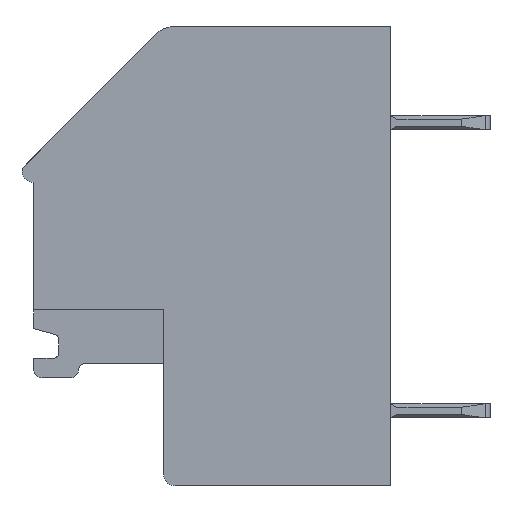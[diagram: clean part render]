
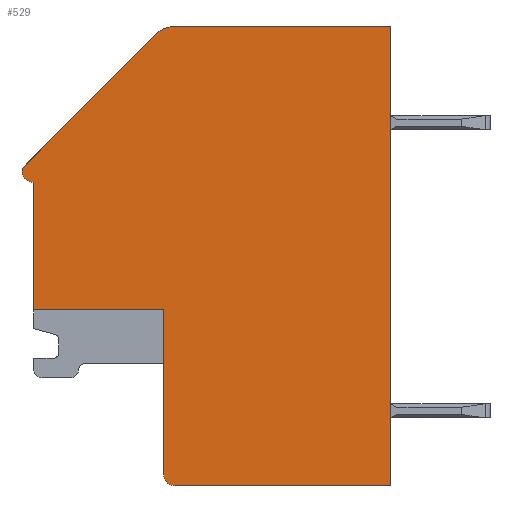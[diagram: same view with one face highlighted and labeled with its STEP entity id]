
A CAD part, left-side view. The second image highlights one B-rep face of the part: STEP entity #529.
In plain terms, the highlighted planar face has unit normal (-1, 0, 0).
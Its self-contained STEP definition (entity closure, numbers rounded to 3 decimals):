
#529 = ADVANCED_FACE( '', ( #1313 ), #1314, .T. );
#1313 = FACE_OUTER_BOUND( '', #2373, .T. );
#1314 = PLANE( '', #2374 );
#2373 = EDGE_LOOP( '', ( #3745, #3746, #3747, #3748, #3749, #3750, #3751, #3752, #3753, #3754, #3755 ) );
#2374 = AXIS2_PLACEMENT_3D( '', #3756, #3757, #3758 );
#3745 = ORIENTED_EDGE( '', *, *, #6656, .F. );
#3746 = ORIENTED_EDGE( '', *, *, #6849, .T. );
#3747 = ORIENTED_EDGE( '', *, *, #6709, .F. );
#3748 = ORIENTED_EDGE( '', *, *, #6850, .F. );
#3749 = ORIENTED_EDGE( '', *, *, #6794, .T. );
#3750 = ORIENTED_EDGE( '', *, *, #6557, .F. );
#3751 = ORIENTED_EDGE( '', *, *, #6745, .F. );
#3752 = ORIENTED_EDGE( '', *, *, #6851, .T. );
#3753 = ORIENTED_EDGE( '', *, *, #6852, .T. );
#3754 = ORIENTED_EDGE( '', *, *, #6853, .F. );
#3755 = ORIENTED_EDGE( '', *, *, #6854, .F. );
#3756 = CARTESIAN_POINT( '', ( 0., 0.7, -15.177 ) );
#3757 = DIRECTION( '', ( -1., 0., 0. ) );
#3758 = DIRECTION( '', ( 0., -1., 0. ) );
#6557 = EDGE_CURVE( '', #7863, #7859, #7865, .T. );
#6656 = EDGE_CURVE( '', #8040, #8042, #8043, .T. );
#6709 = EDGE_CURVE( '', #8134, #8136, #8137, .T. );
#6745 = EDGE_CURVE( '', #8197, #7863, #8199, .T. );
#6794 = EDGE_CURVE( '', #8281, #7859, #8284, .T. );
#6849 = EDGE_CURVE( '', #8040, #8136, #8381, .T. );
#6850 = EDGE_CURVE( '', #8281, #8134, #8382, .T. );
#6851 = EDGE_CURVE( '', #8197, #8383, #8384, .T. );
#6852 = EDGE_CURVE( '', #8383, #8385, #8386, .T. );
#6853 = EDGE_CURVE( '', #8387, #8385, #8388, .T. );
#6854 = EDGE_CURVE( '', #8042, #8387, #8389, .T. );
#7859 = VERTEX_POINT( '', #9779 );
#7863 = VERTEX_POINT( '', #9785 );
#7865 = LINE( '', #9788, #9789 );
#8040 = VERTEX_POINT( '', #10040 );
#8042 = VERTEX_POINT( '', #10043 );
#8043 = LINE( '', #10044, #10045 );
#8134 = VERTEX_POINT( '', #10171 );
#8136 = VERTEX_POINT( '', #10174 );
#8137 = LINE( '', #10175, #10176 );
#8197 = VERTEX_POINT( '', #10261 );
#8199 = LINE( '', #10264, #10265 );
#8281 = VERTEX_POINT( '', #10436 );
#8284 = CIRCLE( '', #10440, 0.4 );
#8381 = CIRCLE( '', #10583, 1. );
#8382 = LINE( '', #10584, #10585 );
#8383 = VERTEX_POINT( '', #10586 );
#8384 = LINE( '', #10587, #10588 );
#8385 = VERTEX_POINT( '', #10589 );
#8386 = CIRCLE( '', #10590, 0.4 );
#8387 = VERTEX_POINT( '', #10591 );
#8388 = LINE( '', #10592, #10593 );
#8389 = LINE( '', #10594, #10595 );
#9779 = CARTESIAN_POINT( '', ( 0., 12.6, -5.5 ) );
#9785 = CARTESIAN_POINT( '', ( 0., 12.6, -10. ) );
#9788 = CARTESIAN_POINT( '', ( 0., 12.6, -10. ) );
#9789 = VECTOR( '', #12658, 1000. );
#10040 = CARTESIAN_POINT( '', ( 0., 7.586, 0. ) );
#10043 = CARTESIAN_POINT( '', ( 0., 0., 0. ) );
#10044 = CARTESIAN_POINT( '', ( 0., 8., 0. ) );
#10045 = VECTOR( '', #12748, 1000. );
#10171 = CARTESIAN_POINT( '', ( 0., 13., -5. ) );
#10174 = CARTESIAN_POINT( '', ( 0., 8.293, -0.293 ) );
#10175 = CARTESIAN_POINT( '', ( 0., 13., -5. ) );
#10176 = VECTOR( '', #12803, 1000. );
#10261 = CARTESIAN_POINT( '', ( 0., 8., -10. ) );
#10264 = CARTESIAN_POINT( '', ( 0., 6.5, -10. ) );
#10265 = VECTOR( '', #12839, 1000. );
#10436 = CARTESIAN_POINT( '', ( 0., 13., -5.1 ) );
#10440 = AXIS2_PLACEMENT_3D( '', #12897, #12898, #12899 );
#10583 = AXIS2_PLACEMENT_3D( '', #12952, #12953, #12954 );
#10584 = CARTESIAN_POINT( '', ( 0., 13., -5.5 ) );
#10585 = VECTOR( '', #12955, 1000. );
#10586 = CARTESIAN_POINT( '', ( 0., 8., -15.8 ) );
#10587 = CARTESIAN_POINT( '', ( 0., 8., -8.1 ) );
#10588 = VECTOR( '', #12956, 1000. );
#10589 = CARTESIAN_POINT( '', ( 0., 7.6, -16.2 ) );
#10590 = AXIS2_PLACEMENT_3D( '', #12957, #12958, #12959 );
#10591 = CARTESIAN_POINT( '', ( 0., 0., -16.2 ) );
#10592 = CARTESIAN_POINT( '', ( 0., 0., -16.2 ) );
#10593 = VECTOR( '', #12960, 1000. );
#10594 = CARTESIAN_POINT( '', ( 0., 0., -0.37 ) );
#10595 = VECTOR( '', #12961, 1000. );
#12658 = DIRECTION( '', ( 0., 0., 1. ) );
#12748 = DIRECTION( '', ( 0., -1., 0. ) );
#12803 = DIRECTION( '', ( 0., -0.707, 0.707 ) );
#12839 = DIRECTION( '', ( 0., 1., 0. ) );
#12897 = CARTESIAN_POINT( '', ( 0., 12.6, -5.1 ) );
#12898 = DIRECTION( '', ( -1., 0., 0. ) );
#12899 = DIRECTION( '', ( 0., 0., 1. ) );
#12952 = CARTESIAN_POINT( '', ( 0., 7.586, -1. ) );
#12953 = DIRECTION( '', ( -1., 0., 0. ) );
#12954 = DIRECTION( '', ( 0., 0., 1. ) );
#12955 = DIRECTION( '', ( 0., 0., 1. ) );
#12956 = DIRECTION( '', ( 0., 0., -1. ) );
#12957 = CARTESIAN_POINT( '', ( 0., 7.6, -15.8 ) );
#12958 = DIRECTION( '', ( -1., 0., 0. ) );
#12959 = DIRECTION( '', ( 0., 0., 1. ) );
#12960 = DIRECTION( '', ( 0., 1., 0. ) );
#12961 = DIRECTION( '', ( 0., 0., -1. ) );
